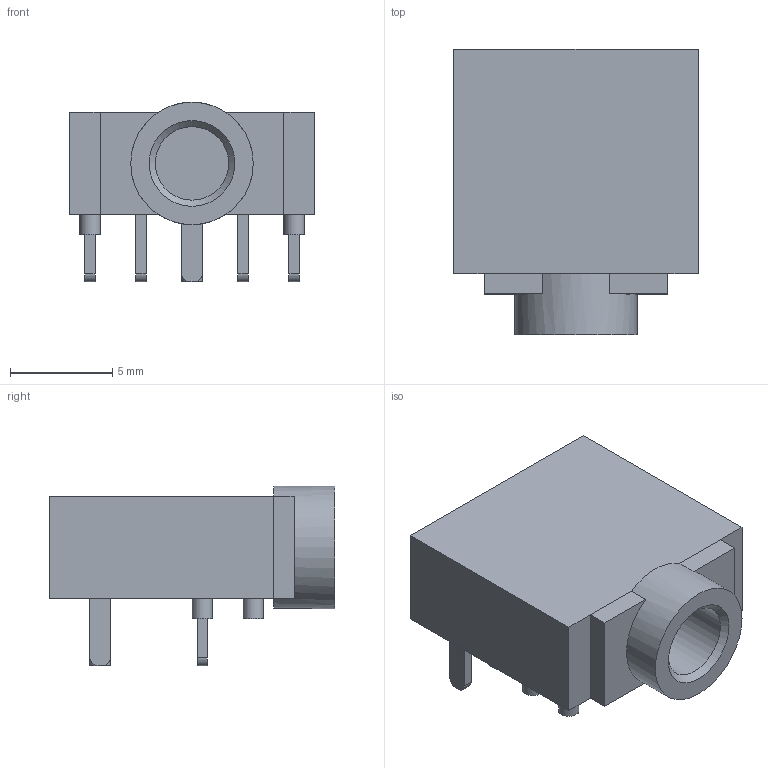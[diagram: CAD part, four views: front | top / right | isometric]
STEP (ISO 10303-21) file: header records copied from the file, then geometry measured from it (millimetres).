
FILE_DESCRIPTION(('FreeCAD Model'),'2;1');
FILE_NAME(/PJ-307C.step','2020-03-24T17:11:27',(''),(''), 'Open CASCADE STEP processor 7.3','FreeCAD','Unknown');
FILE_SCHEMA(('AUTOMOTIVE_DESIGN { 1 0 10303 214 1 1 1 1 }'));
Length unit declared in the file: millimetre
Products named in the file (3): Part; Body; Pins
Assembly tree (2 placements, depth 2):
  Part
    Body
    Pins
Bounding box: 12 x 14 x 8.8 mm (x, y, z)
Volume: 686.5 mm3; surface area: 972.4 mm2
Topology: 2 solids, 2 shells, 74 faces, 167 edges, 108 vertices
Faces by surface type: plane 55, cylinder 18, cone 1
Full cylindrical faces by diameter (mm): 1 x6, 3.6 x1, 6 x1
Entity records: 2117 total; most frequent: DIRECTION 361, CARTESIAN_POINT 352, ORIENTED_EDGE 334, EDGE_CURVE 167, LINE 127, VECTOR 127, AXIS2_PLACEMENT_3D 117, VERTEX_POINT 108
